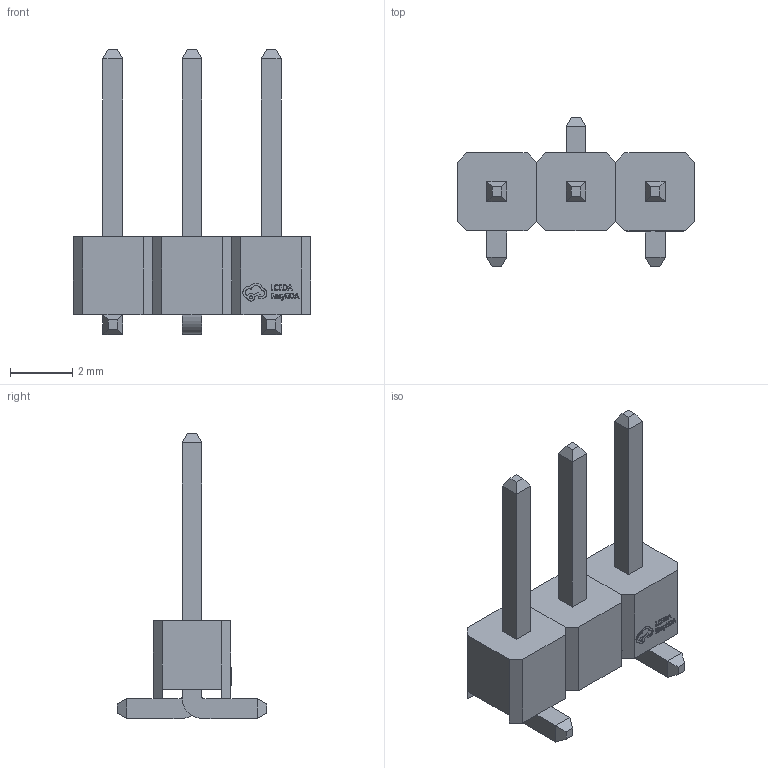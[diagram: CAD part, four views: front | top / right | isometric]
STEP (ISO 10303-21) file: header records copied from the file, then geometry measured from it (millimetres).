
FILE_DESCRIPTION (( 'STEP AP214' ), '1' );
FILE_NAME ('HDR-SMD_3P-P2.54_XKB_X6511WVS-03H-C60D48R2.STEP', '2024-03-10T09:22:20', ( '' ), ( '' ), 'SwSTEP 2.0', 'SolidWorks 2020', '' );
FILE_SCHEMA (( 'AUTOMOTIVE_DESIGN' ));
Length unit declared in the file: millimetre
Products named in the file (1): HDR-SMD_3P-P2.54_XKB_X6511WVS-03H-C60D48R2
Bounding box: 7.62 x 4.8 x 9.14 mm (x, y, z)
Volume: 52.5 mm3; surface area: 172.9 mm2
Topology: 3 solids, 3 shells, 338 faces, 891 edges, 578 vertices
Faces by surface type: plane 234, bspline 98, cylinder 6
Entity records: 14557 total; most frequent: CARTESIAN_POINT 3114, ORIENTED_EDGE 1782, DIRECTION 1185, EDGE_CURVE 891, VECTOR 679, LINE 679, VERTEX_POINT 578, EDGE_LOOP 363
